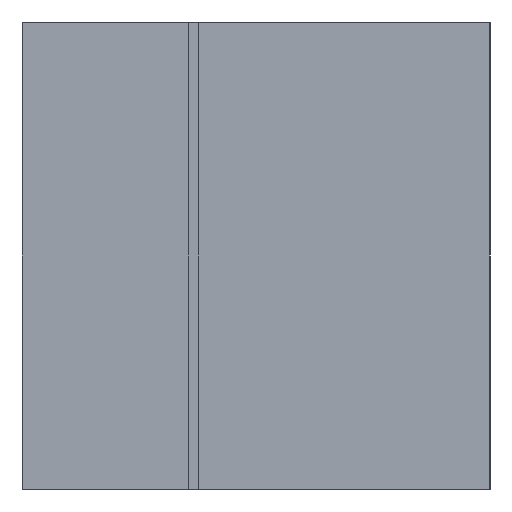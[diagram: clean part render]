
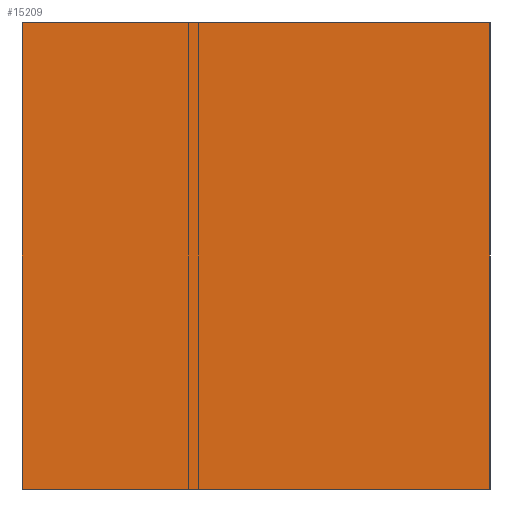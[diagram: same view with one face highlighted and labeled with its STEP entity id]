
A CAD part, left-side view. The second image highlights one B-rep face of the part: STEP entity #15209.
In plain terms, the highlighted planar face has unit normal (-1, 0, 0).
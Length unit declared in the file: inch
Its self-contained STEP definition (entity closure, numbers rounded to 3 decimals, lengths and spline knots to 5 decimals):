
#2359 = ORIENTED_EDGE ( 'NONE', *, *, #33971, .T. ) ;
#2360 = ORIENTED_EDGE ( 'NONE', *, *, #33972, .F. ) ;
#2361 = ORIENTED_EDGE ( 'NONE', *, *, #33973, .F. ) ;
#2362 = ORIENTED_EDGE ( 'NONE', *, *, #33975, .T. ) ;
#4049 = LINE ( 'NONE', #35915, #4062 ) ;
#4060 = LINE ( 'NONE', #35921, #4061 ) ;
#4061 = VECTOR ( 'NONE', #35922, 39.37008 ) ;
#4062 = VECTOR ( 'NONE', #35924, 39.37008 ) ;
#4064 = LINE ( 'NONE', #35925, #4065 ) ;
#4065 = VECTOR ( 'NONE', #35926, 39.37008 ) ;
#4068 = LINE ( 'NONE', #35929, #4069 ) ;
#4069 = VECTOR ( 'NONE', #35930, 39.37008 ) ;
#6447 = VERTEX_POINT ( 'NONE', #7350 ) ;
#6449 = VERTEX_POINT ( 'NONE', #7352 ) ;
#6453 = VERTEX_POINT ( 'NONE', #7356 ) ;
#6454 = VERTEX_POINT ( 'NONE', #7357 ) ;
#7350 = CARTESIAN_POINT ( 'NONE',  ( -12., -0.094, 0.09375 ) ) ;
#7352 = CARTESIAN_POINT ( 'NONE',  ( -12., -0.094, -0.09375 ) ) ;
#7356 = CARTESIAN_POINT ( 'NONE',  ( -12., 0.094, 0.09375 ) ) ;
#7357 = CARTESIAN_POINT ( 'NONE',  ( -12., 0.094, -0.09375 ) ) ;
#9816 = EDGE_LOOP ( 'NONE', ( #2359, #2360, #2361, #2362 ) ) ;
#15209 = ADVANCED_FACE ( 'NONE', ( #16853 ), #42674, .F. ) ;
#16853 = FACE_OUTER_BOUND ( 'NONE', #9816, .T. ) ;
#25556 = AXIS2_PLACEMENT_3D ( 'NONE', #42669, #42679, #42680 ) ;
#33971 = EDGE_CURVE ( 'NONE', #6454, #6449, #4060, .T. ) ;
#33972 = EDGE_CURVE ( 'NONE', #6447, #6449, #4049, .T. ) ;
#33973 = EDGE_CURVE ( 'NONE', #6453, #6447, #4064, .T. ) ;
#33975 = EDGE_CURVE ( 'NONE', #6453, #6454, #4068, .T. ) ;
#35915 = CARTESIAN_POINT ( 'NONE',  ( -12., -0.094, 0.09375 ) ) ;
#35921 = CARTESIAN_POINT ( 'NONE',  ( -12., -0.094, -0.09375 ) ) ;
#35922 = DIRECTION ( 'NONE',  ( 0., -1., 0. ) ) ;
#35924 = DIRECTION ( 'NONE',  ( 0., 0., -1. ) ) ;
#35925 = CARTESIAN_POINT ( 'NONE',  ( -12., -0.094, 0.09375 ) ) ;
#35926 = DIRECTION ( 'NONE',  ( 0., -1., 0. ) ) ;
#35929 = CARTESIAN_POINT ( 'NONE',  ( -12., 0.094, 0.09375 ) ) ;
#35930 = DIRECTION ( 'NONE',  ( 0., 0., -1. ) ) ;
#42669 = CARTESIAN_POINT ( 'NONE',  ( -12., -0.094, 0.09375 ) ) ;
#42674 = PLANE ( 'NONE',  #25556 ) ;
#42679 = DIRECTION ( 'NONE',  ( 1., 0., 0. ) ) ;
#42680 = DIRECTION ( 'NONE',  ( 0., 0., -1. ) ) ;
